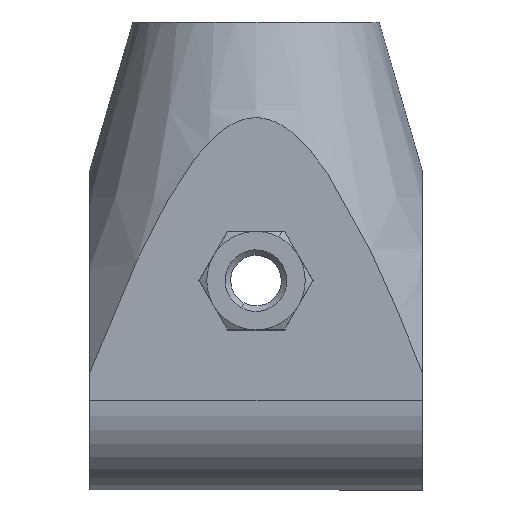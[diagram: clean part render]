
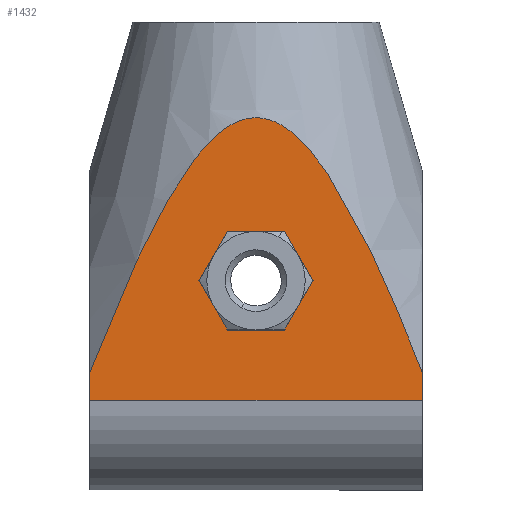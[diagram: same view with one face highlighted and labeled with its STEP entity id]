
A CAD part, front view. The second image highlights one B-rep face of the part: STEP entity #1432.
In plain terms, the highlighted face is planar.
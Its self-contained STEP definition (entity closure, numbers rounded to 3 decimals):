
#27 = CARTESIAN_POINT ( 'NONE',  ( -13.5, -30.716, 12.25 ) ) ;
#83 = CARTESIAN_POINT ( 'NONE',  ( 6.353, -13.097, 12.25 ) ) ;
#100 = CARTESIAN_POINT ( 'NONE',  ( 0.338, -7.779, 12.25 ) ) ;
#204 = EDGE_LOOP ( 'NONE', ( #290, #2376, #1006, #1415, #1591, #1983 ) ) ;
#227 = VERTEX_POINT ( 'NONE', #1377 ) ;
#250 = CARTESIAN_POINT ( 'NONE',  ( 3.774, -9.731, 12.25 ) ) ;
#263 = CARTESIAN_POINT ( 'NONE',  ( -0.995, -7.902, 12.25 ) ) ;
#288 = CARTESIAN_POINT ( 'NONE',  ( 3.39, -9.358, 12.25 ) ) ;
#290 = ORIENTED_EDGE ( 'NONE', *, *, #1538, .F. ) ;
#309 = DIRECTION ( 'NONE',  ( 0., 0., 1. ) ) ;
#310 = VECTOR ( 'NONE', #2115, 1000. ) ;
#314 = DIRECTION ( 'NONE',  ( -1., 0., 0. ) ) ;
#319 = CARTESIAN_POINT ( 'NONE',  ( -4.739, -10.818, 12.25 ) ) ;
#371 = VERTEX_POINT ( 'NONE', #27 ) ;
#384 = VECTOR ( 'NONE', #2389, 1000. ) ;
#397 = VECTOR ( 'NONE', #601, 1000. ) ;
#465 = LINE ( 'NONE', #2364, #1115 ) ;
#467 = CARTESIAN_POINT ( 'NONE',  ( -13.5, -28.429, 12.25 ) ) ;
#511 = CARTESIAN_POINT ( 'NONE',  ( -13.5, 0., 12.25 ) ) ;
#520 = CARTESIAN_POINT ( 'NONE',  ( -22.5, 0., 12.25 ) ) ;
#527 = VERTEX_POINT ( 'NONE', #564 ) ;
#549 = DIRECTION ( 'NONE',  ( -0.5, -0.866, 0. ) ) ;
#564 = CARTESIAN_POINT ( 'NONE',  ( 13.5, -28.429, 12.25 ) ) ;
#591 = EDGE_CURVE ( 'NONE', #371, #2570, #1472, .T. ) ;
#601 = DIRECTION ( 'NONE',  ( 1., 0., 0. ) ) ;
#657 = ORIENTED_EDGE ( 'NONE', *, *, #591, .T. ) ;
#687 = CARTESIAN_POINT ( 'NONE',  ( -2.431, -8.591, 12.25 ) ) ;
#708 = CARTESIAN_POINT ( 'NONE',  ( -1.74, -8.189, 12.25 ) ) ;
#721 = CARTESIAN_POINT ( 'NONE',  ( 2.315, -25.01, 12.25 ) ) ;
#725 = CARTESIAN_POINT ( 'NONE',  ( -2.315, -25.01, 12.25 ) ) ;
#736 = EDGE_CURVE ( 'NONE', #2679, #790, #2772, .T. ) ;
#743 = EDGE_CURVE ( 'NONE', #790, #2400, #2572, .T. ) ;
#751 = CARTESIAN_POINT ( 'NONE',  ( -7.888, -15.768, 12.25 ) ) ;
#752 = CARTESIAN_POINT ( 'NONE',  ( 4.63, -21., 12.25 ) ) ;
#771 = DIRECTION ( 'NONE',  ( 1., 0., 0. ) ) ;
#783 = LINE ( 'NONE', #2247, #1556 ) ;
#790 = VERTEX_POINT ( 'NONE', #752 ) ;
#813 = B_SPLINE_CURVE_WITH_KNOTS ( 'NONE', 3,
 ( #2667, #2390, #1326, #2175, #1749, #1111, #1799, #83, #1136, #931, #1594, #1999, #250, #288, #2614, #2200, #2216, #1567, #1150, #1771, #100, #1355, #2640, #263, #2446, #708, #1980, #687, #2161, #1955, #1126, #1942, #319, #1017, #1862, #2524, #751, #1650, #1824, #1441, #2044, #1230 ),
 .UNSPECIFIED., .F., .F.,
 ( 4, 2, 2, 2, 2, 2, 2, 2, 2, 2, 2, 2, 2, 2, 2, 2, 2, 2, 2, 2, 4 ),
 ( 0.085, 0.091, 0.097, 0.1, 0.104, 0.105, 0.106, 0.107, 0.108, 0.109, 0.11, 0.111, 0.112, 0.112, 0.113, 0.115, 0.116, 0.119, 0.123, 0.129, 0.135 ),
 .UNSPECIFIED. ) ;
#837 = CARTESIAN_POINT ( 'NONE',  ( 4.63, -21., 12.25 ) ) ;
#931 = CARTESIAN_POINT ( 'NONE',  ( 4.826, -10.927, 12.25 ) ) ;
#947 = EDGE_CURVE ( 'NONE', #2354, #2679, #2257, .T. ) ;
#1006 = ORIENTED_EDGE ( 'NONE', *, *, #736, .F. ) ;
#1017 = CARTESIAN_POINT ( 'NONE',  ( -5.706, -12.093, 12.25 ) ) ;
#1065 = DIRECTION ( 'NONE',  ( 0.5, 0.866, 0. ) ) ;
#1099 = DIRECTION ( 'NONE',  ( 0.5, -0.866, 0. ) ) ;
#1111 = CARTESIAN_POINT ( 'NONE',  ( 7.94, -15.866, 12.25 ) ) ;
#1115 = VECTOR ( 'NONE', #1099, 1000. ) ;
#1126 = CARTESIAN_POINT ( 'NONE',  ( -3.672, -9.617, 12.25 ) ) ;
#1136 = CARTESIAN_POINT ( 'NONE',  ( 5.778, -12.2, 12.25 ) ) ;
#1150 = CARTESIAN_POINT ( 'NONE',  ( 1.131, -7.943, 12.25 ) ) ;
#1176 = FACE_OUTER_BOUND ( 'NONE', #1633, .T. ) ;
#1192 = LINE ( 'NONE', #2159, #2767 ) ;
#1200 = DIRECTION ( 'NONE',  ( 0., -1., 0. ) ) ;
#1230 = CARTESIAN_POINT ( 'NONE',  ( -13.5, -28.429, 12.25 ) ) ;
#1295 = VERTEX_POINT ( 'NONE', #2630 ) ;
#1314 = CARTESIAN_POINT ( 'NONE',  ( 2.315, -25.01, 12.25 ) ) ;
#1326 = CARTESIAN_POINT ( 'NONE',  ( 11.936, -24.5, 12.25 ) ) ;
#1328 = VERTEX_POINT ( 'NONE', #467 ) ;
#1355 = CARTESIAN_POINT ( 'NONE',  ( -0.198, -7.768, 12.25 ) ) ;
#1377 = CARTESIAN_POINT ( 'NONE',  ( -4.63, -21., 12.25 ) ) ;
#1414 = CARTESIAN_POINT ( 'NONE',  ( -2.315, -25.01, 12.25 ) ) ;
#1415 = ORIENTED_EDGE ( 'NONE', *, *, #947, .F. ) ;
#1432 = ADVANCED_FACE ( 'NONE', ( #2705, #1176 ), #2660, .T. ) ;
#1441 = CARTESIAN_POINT ( 'NONE',  ( -11.921, -24.464, 12.25 ) ) ;
#1470 = ORIENTED_EDGE ( 'NONE', *, *, #2720, .T. ) ;
#1472 = LINE ( 'NONE', #2500, #1701 ) ;
#1538 = EDGE_CURVE ( 'NONE', #2400, #1295, #1192, .T. ) ;
#1556 = VECTOR ( 'NONE', #549, 1000. ) ;
#1567 = CARTESIAN_POINT ( 'NONE',  ( 1.384, -8.034, 12.25 ) ) ;
#1584 = CARTESIAN_POINT ( 'NONE',  ( 2.315, -16.99, 12.25 ) ) ;
#1591 = ORIENTED_EDGE ( 'NONE', *, *, #2309, .F. ) ;
#1594 = CARTESIAN_POINT ( 'NONE',  ( 4.493, -10.514, 12.25 ) ) ;
#1623 = EDGE_CURVE ( 'NONE', #371, #1328, #1991, .T. ) ;
#1633 = EDGE_LOOP ( 'NONE', ( #657, #2359, #1470, #1874 ) ) ;
#1650 = CARTESIAN_POINT ( 'NONE',  ( -9.347, -18.612, 12.25 ) ) ;
#1701 = VECTOR ( 'NONE', #771, 1000. ) ;
#1749 = CARTESIAN_POINT ( 'NONE',  ( 9.386, -18.695, 12.25 ) ) ;
#1771 = CARTESIAN_POINT ( 'NONE',  ( 0.609, -7.816, 12.25 ) ) ;
#1799 = CARTESIAN_POINT ( 'NONE',  ( 7.436, -14.932, 12.25 ) ) ;
#1824 = CARTESIAN_POINT ( 'NONE',  ( -10.232, -20.55, 12.25 ) ) ;
#1862 = CARTESIAN_POINT ( 'NONE',  ( -6.287, -12.992, 12.25 ) ) ;
#1874 = ORIENTED_EDGE ( 'NONE', *, *, #1623, .F. ) ;
#1905 = CARTESIAN_POINT ( 'NONE',  ( 13.5, -30.716, 12.25 ) ) ;
#1942 = CARTESIAN_POINT ( 'NONE',  ( -4.401, -10.405, 12.25 ) ) ;
#1955 = CARTESIAN_POINT ( 'NONE',  ( -3.284, -9.244, 12.25 ) ) ;
#1980 = CARTESIAN_POINT ( 'NONE',  ( -1.975, -8.312, 12.25 ) ) ;
#1983 = ORIENTED_EDGE ( 'NONE', *, *, #2530, .F. ) ;
#1991 = LINE ( 'NONE', #511, #384 ) ;
#1999 = CARTESIAN_POINT ( 'NONE',  ( 3.958, -9.923, 12.25 ) ) ;
#2005 = DIRECTION ( 'NONE',  ( 0., -1., 0. ) ) ;
#2031 = CARTESIAN_POINT ( 'NONE',  ( 13.5, -38., 12.25 ) ) ;
#2036 = VECTOR ( 'NONE', #1200, 1000. ) ;
#2044 = CARTESIAN_POINT ( 'NONE',  ( -12.724, -26.442, 12.25 ) ) ;
#2115 = DIRECTION ( 'NONE',  ( -0.5, 0.866, 0. ) ) ;
#2159 = CARTESIAN_POINT ( 'NONE',  ( 2.315, -16.99, 12.25 ) ) ;
#2161 = CARTESIAN_POINT ( 'NONE',  ( -2.652, -8.748, 12.25 ) ) ;
#2175 = CARTESIAN_POINT ( 'NONE',  ( 10.262, -20.619, 12.25 ) ) ;
#2200 = CARTESIAN_POINT ( 'NONE',  ( 2.566, -8.669, 12.25 ) ) ;
#2216 = CARTESIAN_POINT ( 'NONE',  ( 2.123, -8.37, 12.25 ) ) ;
#2247 = CARTESIAN_POINT ( 'NONE',  ( -2.315, -16.99, 12.25 ) ) ;
#2257 = LINE ( 'NONE', #1414, #397 ) ;
#2274 = LINE ( 'NONE', #2031, #2036 ) ;
#2309 = EDGE_CURVE ( 'NONE', #227, #2354, #465, .T. ) ;
#2354 = VERTEX_POINT ( 'NONE', #725 ) ;
#2359 = ORIENTED_EDGE ( 'NONE', *, *, #2454, .F. ) ;
#2364 = CARTESIAN_POINT ( 'NONE',  ( -4.63, -21., 12.25 ) ) ;
#2376 = ORIENTED_EDGE ( 'NONE', *, *, #743, .F. ) ;
#2389 = DIRECTION ( 'NONE',  ( 0., 1., 0. ) ) ;
#2390 = CARTESIAN_POINT ( 'NONE',  ( 12.73, -26.459, 12.25 ) ) ;
#2396 = AXIS2_PLACEMENT_3D ( 'NONE', #520, #309, #2005 ) ;
#2400 = VERTEX_POINT ( 'NONE', #1584 ) ;
#2446 = CARTESIAN_POINT ( 'NONE',  ( -1.25, -7.984, 12.25 ) ) ;
#2454 = EDGE_CURVE ( 'NONE', #527, #2570, #2274, .T. ) ;
#2500 = CARTESIAN_POINT ( 'NONE',  ( -22.5, -30.716, 12.25 ) ) ;
#2524 = CARTESIAN_POINT ( 'NONE',  ( -7.38, -14.831, 12.25 ) ) ;
#2530 = EDGE_CURVE ( 'NONE', #1295, #227, #783, .T. ) ;
#2553 = VECTOR ( 'NONE', #1065, 1000. ) ;
#2570 = VERTEX_POINT ( 'NONE', #1905 ) ;
#2572 = LINE ( 'NONE', #837, #310 ) ;
#2614 = CARTESIAN_POINT ( 'NONE',  ( 3.189, -9.177, 12.25 ) ) ;
#2630 = CARTESIAN_POINT ( 'NONE',  ( -2.315, -16.99, 12.25 ) ) ;
#2640 = CARTESIAN_POINT ( 'NONE',  ( -0.465, -7.793, 12.25 ) ) ;
#2660 = PLANE ( 'NONE',  #2396 ) ;
#2667 = CARTESIAN_POINT ( 'NONE',  ( 13.5, -28.429, 12.25 ) ) ;
#2679 = VERTEX_POINT ( 'NONE', #721 ) ;
#2705 = FACE_BOUND ( 'NONE', #204, .T. ) ;
#2720 = EDGE_CURVE ( 'NONE', #527, #1328, #813, .T. ) ;
#2767 = VECTOR ( 'NONE', #314, 1000. ) ;
#2772 = LINE ( 'NONE', #1314, #2553 ) ;
